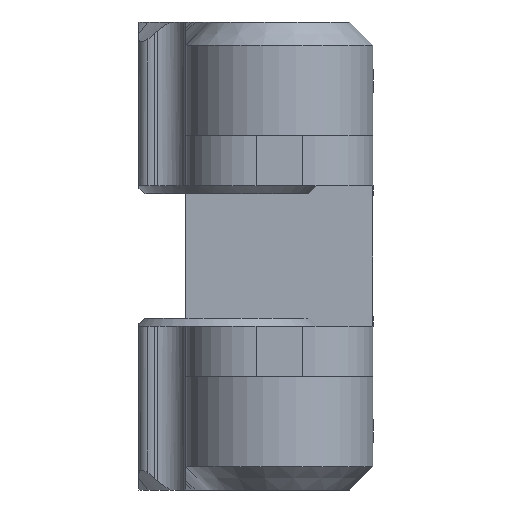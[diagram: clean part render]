
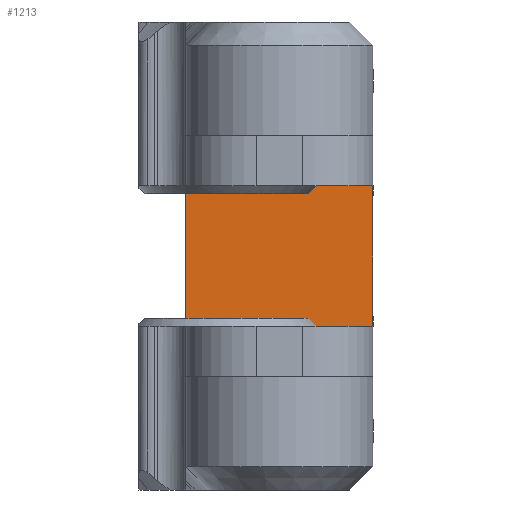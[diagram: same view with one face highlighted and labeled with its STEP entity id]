
A CAD part, front view. The second image highlights one B-rep face of the part: STEP entity #1213.
In plain terms, the highlighted planar face has unit normal (0, -1, 0).
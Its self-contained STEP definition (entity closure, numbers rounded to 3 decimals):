
#315 = VERTEX_POINT ( 'NONE', #3693 ) ;
#347 = DIRECTION ( 'NONE',  ( 1., 0., 0. ) ) ;
#372 = VECTOR ( 'NONE', #347, 1000. ) ;
#445 = CARTESIAN_POINT ( 'NONE',  ( 4., 24., 3. ) ) ;
#554 = EDGE_CURVE ( 'NONE', #2133, #3329, #1852, .T. ) ;
#675 = LINE ( 'NONE', #1244, #2665 ) ;
#898 = EDGE_LOOP ( 'NONE', ( #2911, #1382, #2542, #947 ) ) ;
#947 = ORIENTED_EDGE ( 'NONE', *, *, #1257, .T. ) ;
#1059 = VECTOR ( 'NONE', #2499, 1000. ) ;
#1097 = EDGE_CURVE ( 'NONE', #315, #2133, #675, .T. ) ;
#1213 = ADVANCED_FACE ( 'NONE', ( #2709 ), #1284, .F. ) ;
#1244 = CARTESIAN_POINT ( 'NONE',  ( -4., 24., 3. ) ) ;
#1257 = EDGE_CURVE ( 'NONE', #3329, #3342, #2232, .T. ) ;
#1284 = PLANE ( 'NONE',  #1757 ) ;
#1293 = LINE ( 'NONE', #2394, #372 ) ;
#1301 = DIRECTION ( 'NONE',  ( 0., 1., 0. ) ) ;
#1382 = ORIENTED_EDGE ( 'NONE', *, *, #1097, .T. ) ;
#1463 = CARTESIAN_POINT ( 'NONE',  ( -6., 24., -3. ) ) ;
#1465 = VECTOR ( 'NONE', #2556, 1000. ) ;
#1757 = AXIS2_PLACEMENT_3D ( 'NONE', #3049, #1301, #3362 ) ;
#1852 = LINE ( 'NONE', #1463, #1465 ) ;
#1944 = CARTESIAN_POINT ( 'NONE',  ( 4., 24., -3. ) ) ;
#2067 = CARTESIAN_POINT ( 'NONE',  ( -4., 24., -3. ) ) ;
#2114 = DIRECTION ( 'NONE',  ( 0., 0., -1. ) ) ;
#2133 = VERTEX_POINT ( 'NONE', #2067 ) ;
#2232 = LINE ( 'NONE', #445, #1059 ) ;
#2394 = CARTESIAN_POINT ( 'NONE',  ( -6., 24., 3. ) ) ;
#2499 = DIRECTION ( 'NONE',  ( 0., 0., 1. ) ) ;
#2542 = ORIENTED_EDGE ( 'NONE', *, *, #554, .T. ) ;
#2556 = DIRECTION ( 'NONE',  ( 1., 0., 0. ) ) ;
#2665 = VECTOR ( 'NONE', #2114, 1000. ) ;
#2709 = FACE_OUTER_BOUND ( 'NONE', #898, .T. ) ;
#2775 = EDGE_CURVE ( 'NONE', #315, #3342, #1293, .T. ) ;
#2911 = ORIENTED_EDGE ( 'NONE', *, *, #2775, .F. ) ;
#3049 = CARTESIAN_POINT ( 'NONE',  ( -6., 24., 3. ) ) ;
#3139 = CARTESIAN_POINT ( 'NONE',  ( 4., 24., 3. ) ) ;
#3329 = VERTEX_POINT ( 'NONE', #1944 ) ;
#3342 = VERTEX_POINT ( 'NONE', #3139 ) ;
#3362 = DIRECTION ( 'NONE',  ( 0., 0., 1. ) ) ;
#3693 = CARTESIAN_POINT ( 'NONE',  ( -4., 24., 3. ) ) ;
